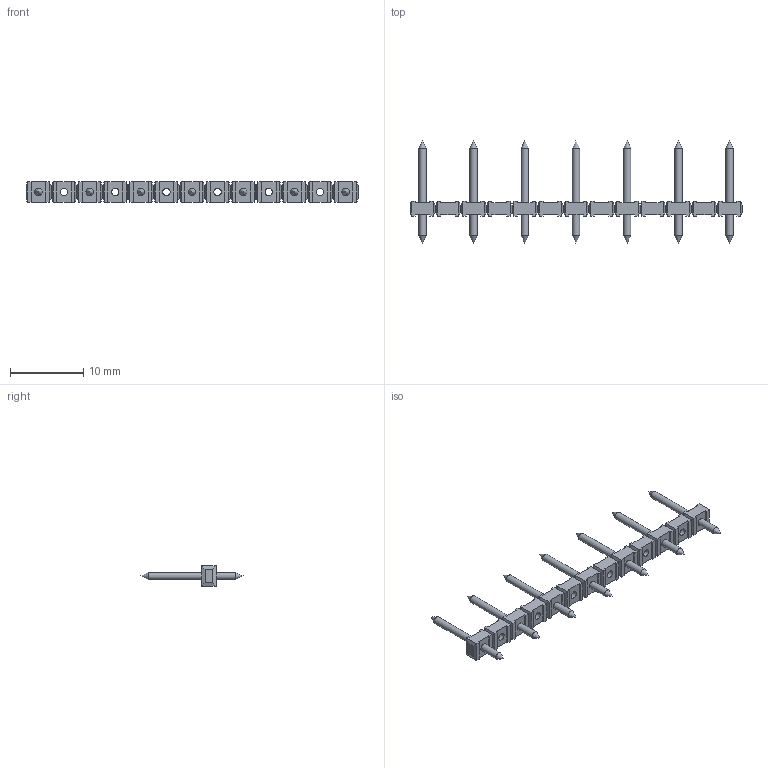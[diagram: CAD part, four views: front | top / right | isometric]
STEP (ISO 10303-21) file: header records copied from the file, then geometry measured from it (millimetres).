
FILE_DESCRIPTION(('STEP AP214'),'1');
FILE_NAME('PVS07-7.stp','2018-11-20T16:59:48',(' '),(' '),'Spatial InterOp 3D',' ',' ');
FILE_SCHEMA(('AUTOMOTIVE_DESIGN { 1 0 10303 214 1 1 1 1 }'));
Length unit declared in the file: metre
Products named in the file (1): 1
Bounding box: 45.4 x 14 x 2.8 mm (x, y, z)
Volume: 263.1 mm3; surface area: 762.5 mm2
Topology: 1 solids, 1 shells, 344 faces, 832 edges, 490 vertices
Faces by surface type: plane 310, cylinder 20, cone 14
Full cylindrical faces by diameter (mm): 1 x20
Entity records: 11977 total; most frequent: CARTESIAN_POINT 1579, ORIENTED_EDGE 1528, DIRECTION 1494, EDGE_CURVE 764, LINE 724, VECTOR 724, VERTEX_POINT 470, EDGE_LOOP 390
